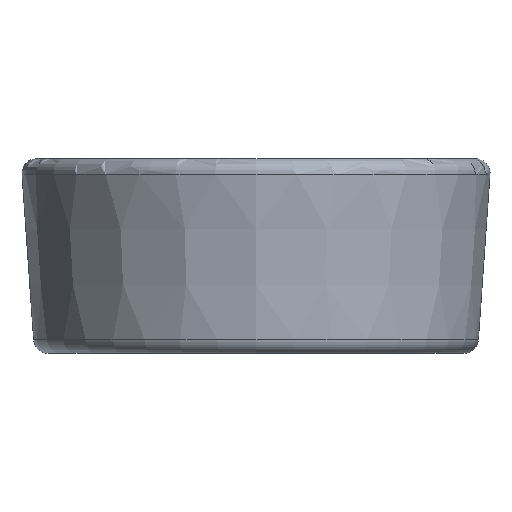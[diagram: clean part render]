
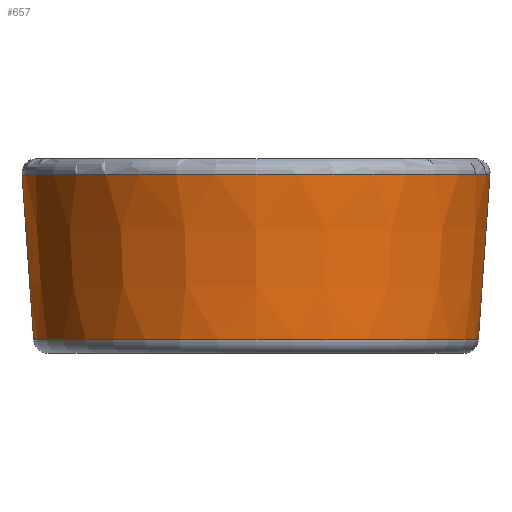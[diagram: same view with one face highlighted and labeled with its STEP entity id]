
A CAD part, front view. The second image highlights one B-rep face of the part: STEP entity #657.
In plain terms, the highlighted conical face has half-angle 4 degrees and reference radius 22.75 mm.
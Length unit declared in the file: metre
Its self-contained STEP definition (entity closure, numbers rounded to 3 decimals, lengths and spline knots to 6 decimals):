
#32=CONICAL_SURFACE('',#742,0.02275,0.07);
#183=ORIENTED_EDGE('',*,*,#373,.T.);
#184=ORIENTED_EDGE('',*,*,#374,.T.);
#373=EDGE_CURVE('',#465,#465,#515,.F.);
#374=EDGE_CURVE('',#466,#466,#516,.F.);
#465=VERTEX_POINT('',#1071);
#466=VERTEX_POINT('',#1073);
#515=CIRCLE('',#743,0.024036);
#516=CIRCLE('',#744,0.022848);
#530=EDGE_LOOP('',(#183));
#531=EDGE_LOOP('',(#184));
#578=FACE_BOUND('',#530,.T.);
#579=FACE_BOUND('',#531,.T.);
#657=ADVANCED_FACE('',(#578,#579),#32,.T.);
#742=AXIS2_PLACEMENT_3D('',#1069,#874,#875);
#743=AXIS2_PLACEMENT_3D('',#1070,#876,#877);
#744=AXIS2_PLACEMENT_3D('',#1072,#878,#879);
#874=DIRECTION('',(0.,0.,1.));
#875=DIRECTION('',(1.,0.,0.));
#876=DIRECTION('',(0.,0.,1.));
#877=DIRECTION('',(1.,0.,0.));
#878=DIRECTION('',(0.,0.,-1.));
#879=DIRECTION('',(-1.,0.,0.));
#1069=CARTESIAN_POINT('',(0.,-0.034496,0.018));
#1070=CARTESIAN_POINT('',(0.,-0.034496,0.036395));
#1071=CARTESIAN_POINT('',(0.024036,-0.034496,0.036395));
#1072=CARTESIAN_POINT('',(0.,-0.034496,0.019395));
#1073=CARTESIAN_POINT('',(-0.022848,-0.034496,0.019395));
